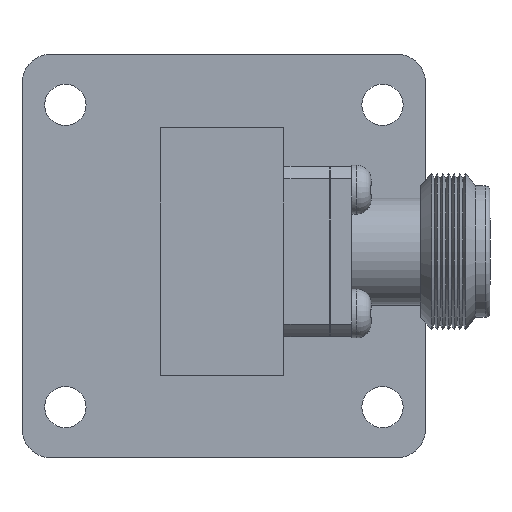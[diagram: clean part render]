
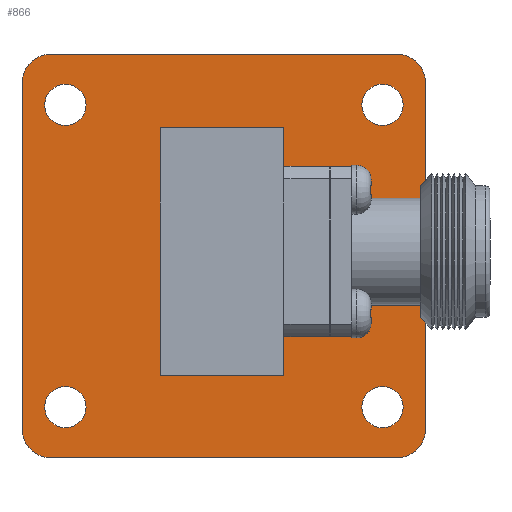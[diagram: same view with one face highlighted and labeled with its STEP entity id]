
A CAD part, left-side view. The second image highlights one B-rep face of the part: STEP entity #866.
In plain terms, the highlighted planar face has unit normal (-1, 0, 0).
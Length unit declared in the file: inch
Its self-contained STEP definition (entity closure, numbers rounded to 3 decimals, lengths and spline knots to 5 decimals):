
#16 = DIRECTION ( 'NONE',  ( 1., 0., 0. ) ) ;
#70 = ORIENTED_EDGE ( 'NONE', *, *, #947, .F. ) ;
#81 = FACE_BOUND ( 'NONE', #2903, .T. ) ;
#112 = VERTEX_POINT ( 'NONE', #1382 ) ;
#238 = LINE ( 'NONE', #470, #2045 ) ;
#251 = LINE ( 'NONE', #1013, #1941 ) ;
#279 = DIRECTION ( 'NONE',  ( 0., 0., -1. ) ) ;
#293 = ORIENTED_EDGE ( 'NONE', *, *, #689, .F. ) ;
#301 = CIRCLE ( 'NONE', #1683, 0.1181 ) ;
#313 = CARTESIAN_POINT ( 'NONE',  ( -0.19685, -0.25006, 0.50012 ) ) ;
#318 = DIRECTION ( 'NONE',  ( 0., 0., -1. ) ) ;
#369 = DIRECTION ( 'NONE',  ( 0., 1., 0. ) ) ;
#377 = ORIENTED_EDGE ( 'NONE', *, *, #2613, .T. ) ;
#470 = CARTESIAN_POINT ( 'NONE',  ( -0.19685, 0.25006, -0.50012 ) ) ;
#534 = EDGE_CURVE ( 'NONE', #1091, #3738, #2855, .T. ) ;
#592 = LINE ( 'NONE', #3098, #2514 ) ;
#689 = EDGE_CURVE ( 'NONE', #1258, #1091, #4300, .T. ) ;
#726 = CARTESIAN_POINT ( 'NONE',  ( -0.19685, 0.68942, -0.71456 ) ) ;
#732 = ORIENTED_EDGE ( 'NONE', *, *, #2279, .T. ) ;
#830 = EDGE_CURVE ( 'NONE', #2767, #1258, #1286, .T. ) ;
#854 = AXIS2_PLACEMENT_3D ( 'NONE', #3330, #1173, #3674 ) ;
#866 = ADVANCED_FACE ( 'NONE', ( #1890, #2975, #81, #2869, #938, #4654 ), #1102, .F. ) ;
#880 = EDGE_LOOP ( 'NONE', ( #1923, #3234, #2772, #70, #1181, #4062, #3261, #293 ) ) ;
#938 = FACE_BOUND ( 'NONE', #1796, .T. ) ;
#947 = EDGE_CURVE ( 'NONE', #3810, #3639, #2519, .T. ) ;
#1013 = CARTESIAN_POINT ( 'NONE',  ( -0.19685, 0.25006, 0.50012 ) ) ;
#1049 = CARTESIAN_POINT ( 'NONE',  ( -0.19685, 0.25006, -0.50012 ) ) ;
#1072 = CARTESIAN_POINT ( 'NONE',  ( -0.19685, 0.68942, 0.79745 ) ) ;
#1091 = VERTEX_POINT ( 'NONE', #2710 ) ;
#1102 = PLANE ( 'NONE',  #4393 ) ;
#1173 = DIRECTION ( 'NONE',  ( 1., 0., 0. ) ) ;
#1181 = ORIENTED_EDGE ( 'NONE', *, *, #3916, .F. ) ;
#1195 = AXIS2_PLACEMENT_3D ( 'NONE', #3945, #1781, #4292 ) ;
#1258 = VERTEX_POINT ( 'NONE', #4600 ) ;
#1286 = CIRCLE ( 'NONE', #2964, 0.1181 ) ;
#1382 = CARTESIAN_POINT ( 'NONE',  ( -0.19685, -0.64803, -0.71118 ) ) ;
#1467 = EDGE_CURVE ( 'NONE', #2632, #3807, #592, .T. ) ;
#1477 = VERTEX_POINT ( 'NONE', #1647 ) ;
#1494 = CARTESIAN_POINT ( 'NONE',  ( -0.19685, -0.7045, 0.79745 ) ) ;
#1526 = CARTESIAN_POINT ( 'NONE',  ( -0.19685, -0.25006, -0.50012 ) ) ;
#1527 = CARTESIAN_POINT ( 'NONE',  ( -0.19685, 0.68942, 0.67935 ) ) ;
#1531 = VECTOR ( 'NONE', #2128, 39.37008 ) ;
#1639 = CARTESIAN_POINT ( 'NONE',  ( -0.19685, 0.63236, -0.62772 ) ) ;
#1647 = CARTESIAN_POINT ( 'NONE',  ( -0.19685, -0.7045, -0.83266 ) ) ;
#1683 = AXIS2_PLACEMENT_3D ( 'NONE', #4628, #2485, #318 ) ;
#1718 = DIRECTION ( 'NONE',  ( 1., 0., 0. ) ) ;
#1747 = CARTESIAN_POINT ( 'NONE',  ( -0.19685, -0.8226, -0.71456 ) ) ;
#1773 = ORIENTED_EDGE ( 'NONE', *, *, #3108, .T. ) ;
#1781 = DIRECTION ( 'NONE',  ( 1., 0., 0. ) ) ;
#1796 = EDGE_LOOP ( 'NONE', ( #732 ) ) ;
#1801 = CARTESIAN_POINT ( 'NONE',  ( -0.19685, 0.68942, -0.71456 ) ) ;
#1844 = EDGE_LOOP ( 'NONE', ( #3160, #3967, #2419, #4284 ) ) ;
#1867 = VECTOR ( 'NONE', #369, 39.37008 ) ;
#1890 = FACE_OUTER_BOUND ( 'NONE', #880, .T. ) ;
#1891 = DIRECTION ( 'NONE',  ( 0., 0., -1. ) ) ;
#1923 = ORIENTED_EDGE ( 'NONE', *, *, #830, .F. ) ;
#1932 = CARTESIAN_POINT ( 'NONE',  ( -0.19685, -0.64803, 0.59251 ) ) ;
#1941 = VECTOR ( 'NONE', #279, 39.37008 ) ;
#1942 = AXIS2_PLACEMENT_3D ( 'NONE', #1639, #4162, #2008 ) ;
#2008 = DIRECTION ( 'NONE',  ( 0., 0., -1. ) ) ;
#2045 = VECTOR ( 'NONE', #4424, 39.37008 ) ;
#2077 = VERTEX_POINT ( 'NONE', #1526 ) ;
#2128 = DIRECTION ( 'NONE',  ( 0., 0., 1. ) ) ;
#2166 = DIRECTION ( 'NONE',  ( 0., 0., -1. ) ) ;
#2169 = CIRCLE ( 'NONE', #3636, 0.08345 ) ;
#2259 = VERTEX_POINT ( 'NONE', #3877 ) ;
#2279 = EDGE_CURVE ( 'NONE', #2259, #2259, #4549, .T. ) ;
#2288 = VECTOR ( 'NONE', #4014, 39.37008 ) ;
#2296 = DIRECTION ( 'NONE',  ( 0., 0., -1. ) ) ;
#2419 = ORIENTED_EDGE ( 'NONE', *, *, #3986, .F. ) ;
#2429 = CARTESIAN_POINT ( 'NONE',  ( -0.19685, -0.7045, 0.79745 ) ) ;
#2474 = VERTEX_POINT ( 'NONE', #1494 ) ;
#2485 = DIRECTION ( 'NONE',  ( 1., 0., 0. ) ) ;
#2501 = LINE ( 'NONE', #313, #1531 ) ;
#2514 = VECTOR ( 'NONE', #3447, 39.37008 ) ;
#2519 = LINE ( 'NONE', #4000, #2288 ) ;
#2541 = DIRECTION ( 'NONE',  ( 0., 0., -1. ) ) ;
#2554 = CARTESIAN_POINT ( 'NONE',  ( -0.19685, 0.80752, -0.71456 ) ) ;
#2556 = VECTOR ( 'NONE', #3180, 39.37008 ) ;
#2605 = CIRCLE ( 'NONE', #854, 0.1181 ) ;
#2613 = EDGE_CURVE ( 'NONE', #3125, #3125, #3146, .T. ) ;
#2632 = VERTEX_POINT ( 'NONE', #3376 ) ;
#2710 = CARTESIAN_POINT ( 'NONE',  ( -0.19685, 0.80752, 0.67935 ) ) ;
#2767 = VERTEX_POINT ( 'NONE', #3454 ) ;
#2772 = ORIENTED_EDGE ( 'NONE', *, *, #3701, .F. ) ;
#2846 = LINE ( 'NONE', #2883, #1867 ) ;
#2850 = AXIS2_PLACEMENT_3D ( 'NONE', #1527, #4047, #1891 ) ;
#2855 = CIRCLE ( 'NONE', #2850, 0.1181 ) ;
#2869 = FACE_BOUND ( 'NONE', #2993, .T. ) ;
#2883 = CARTESIAN_POINT ( 'NONE',  ( -0.19685, -0.7045, -0.83266 ) ) ;
#2903 = EDGE_LOOP ( 'NONE', ( #4177 ) ) ;
#2954 = EDGE_CURVE ( 'NONE', #3004, #3004, #3587, .T. ) ;
#2964 = AXIS2_PLACEMENT_3D ( 'NONE', #1801, #4316, #2166 ) ;
#2975 = FACE_BOUND ( 'NONE', #3512, .T. ) ;
#2993 = EDGE_LOOP ( 'NONE', ( #377 ) ) ;
#3004 = VERTEX_POINT ( 'NONE', #3185 ) ;
#3098 = CARTESIAN_POINT ( 'NONE',  ( -0.19685, 0.25006, 0.50012 ) ) ;
#3108 = EDGE_CURVE ( 'NONE', #112, #112, #2169, .T. ) ;
#3125 = VERTEX_POINT ( 'NONE', #4596 ) ;
#3126 = EDGE_CURVE ( 'NONE', #3807, #3645, #251, .T. ) ;
#3138 = VECTOR ( 'NONE', #3994, 39.37008 ) ;
#3146 = CIRCLE ( 'NONE', #4020, 0.08345 ) ;
#3160 = ORIENTED_EDGE ( 'NONE', *, *, #1467, .F. ) ;
#3180 = DIRECTION ( 'NONE',  ( 0., -1., 0. ) ) ;
#3185 = CARTESIAN_POINT ( 'NONE',  ( -0.19685, 0.63236, 0.50906 ) ) ;
#3234 = ORIENTED_EDGE ( 'NONE', *, *, #3803, .F. ) ;
#3261 = ORIENTED_EDGE ( 'NONE', *, *, #534, .F. ) ;
#3330 = CARTESIAN_POINT ( 'NONE',  ( -0.19685, -0.7045, 0.67935 ) ) ;
#3376 = CARTESIAN_POINT ( 'NONE',  ( -0.19685, -0.25006, 0.50012 ) ) ;
#3447 = DIRECTION ( 'NONE',  ( 0., 1., 0. ) ) ;
#3454 = CARTESIAN_POINT ( 'NONE',  ( -0.19685, 0.68942, -0.83266 ) ) ;
#3512 = EDGE_LOOP ( 'NONE', ( #1773 ) ) ;
#3583 = EDGE_CURVE ( 'NONE', #3738, #2474, #4459, .T. ) ;
#3587 = CIRCLE ( 'NONE', #1195, 0.08345 ) ;
#3636 = AXIS2_PLACEMENT_3D ( 'NONE', #3872, #1718, #4232 ) ;
#3639 = VERTEX_POINT ( 'NONE', #1747 ) ;
#3645 = VERTEX_POINT ( 'NONE', #1049 ) ;
#3674 = DIRECTION ( 'NONE',  ( 0., 0., -1. ) ) ;
#3701 = EDGE_CURVE ( 'NONE', #3639, #1477, #301, .T. ) ;
#3738 = VERTEX_POINT ( 'NONE', #1072 ) ;
#3803 = EDGE_CURVE ( 'NONE', #1477, #2767, #2846, .T. ) ;
#3807 = VERTEX_POINT ( 'NONE', #4677 ) ;
#3810 = VERTEX_POINT ( 'NONE', #3970 ) ;
#3872 = CARTESIAN_POINT ( 'NONE',  ( -0.19685, -0.64803, -0.62772 ) ) ;
#3877 = CARTESIAN_POINT ( 'NONE',  ( -0.19685, 0.63236, -0.71118 ) ) ;
#3916 = EDGE_CURVE ( 'NONE', #2474, #3810, #2605, .T. ) ;
#3945 = CARTESIAN_POINT ( 'NONE',  ( -0.19685, 0.63236, 0.59251 ) ) ;
#3967 = ORIENTED_EDGE ( 'NONE', *, *, #4315, .F. ) ;
#3970 = CARTESIAN_POINT ( 'NONE',  ( -0.19685, -0.8226, 0.67935 ) ) ;
#3986 = EDGE_CURVE ( 'NONE', #3645, #2077, #238, .T. ) ;
#3994 = DIRECTION ( 'NONE',  ( 0., 0., 1. ) ) ;
#4000 = CARTESIAN_POINT ( 'NONE',  ( -0.19685, -0.8226, -0.71456 ) ) ;
#4014 = DIRECTION ( 'NONE',  ( 0., 0., -1. ) ) ;
#4020 = AXIS2_PLACEMENT_3D ( 'NONE', #1932, #4438, #2296 ) ;
#4047 = DIRECTION ( 'NONE',  ( 1., 0., 0. ) ) ;
#4062 = ORIENTED_EDGE ( 'NONE', *, *, #3583, .F. ) ;
#4162 = DIRECTION ( 'NONE',  ( 1., 0., 0. ) ) ;
#4177 = ORIENTED_EDGE ( 'NONE', *, *, #2954, .T. ) ;
#4232 = DIRECTION ( 'NONE',  ( 0., 0., -1. ) ) ;
#4284 = ORIENTED_EDGE ( 'NONE', *, *, #3126, .F. ) ;
#4292 = DIRECTION ( 'NONE',  ( 0., 0., -1. ) ) ;
#4300 = LINE ( 'NONE', #2554, #3138 ) ;
#4315 = EDGE_CURVE ( 'NONE', #2077, #2632, #2501, .T. ) ;
#4316 = DIRECTION ( 'NONE',  ( 1., 0., 0. ) ) ;
#4393 = AXIS2_PLACEMENT_3D ( 'NONE', #726, #16, #2541 ) ;
#4424 = DIRECTION ( 'NONE',  ( 0., -1., 0. ) ) ;
#4438 = DIRECTION ( 'NONE',  ( 1., 0., 0. ) ) ;
#4459 = LINE ( 'NONE', #2429, #2556 ) ;
#4549 = CIRCLE ( 'NONE', #1942, 0.08345 ) ;
#4596 = CARTESIAN_POINT ( 'NONE',  ( -0.19685, -0.64803, 0.50906 ) ) ;
#4600 = CARTESIAN_POINT ( 'NONE',  ( -0.19685, 0.80752, -0.71456 ) ) ;
#4628 = CARTESIAN_POINT ( 'NONE',  ( -0.19685, -0.7045, -0.71456 ) ) ;
#4654 = FACE_BOUND ( 'NONE', #1844, .T. ) ;
#4677 = CARTESIAN_POINT ( 'NONE',  ( -0.19685, 0.25006, 0.50012 ) ) ;
